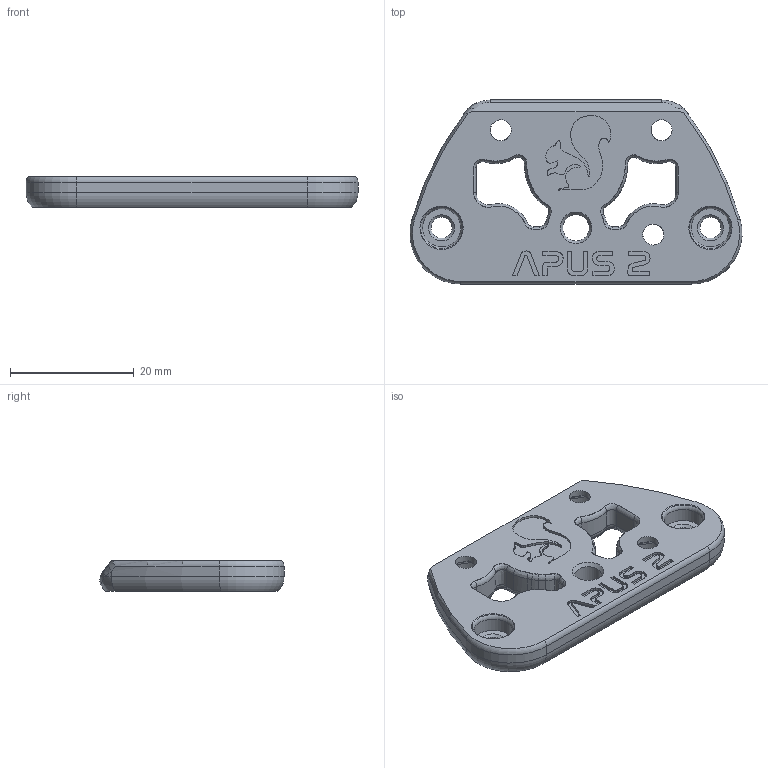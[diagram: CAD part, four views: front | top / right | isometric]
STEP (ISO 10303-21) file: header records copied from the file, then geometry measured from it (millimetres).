
FILE_DESCRIPTION(/* description */ (''),/* implementation_level */ '2;1');
FILE_NAME(/* name */ 'APUS2 to sherpamini mount.step',/* time_stamp */ '2024-10-14T10:51:17-06:00',/* author */ (''),/* organization */ (''),/* preprocessor_version */ 'ST-DEVELOPER v20',/* originating_system */ 'Autodesk Translation Framework v13.20.0.188',/* authorisation */ '');
FILE_SCHEMA (('AUTOMOTIVE_DESIGN { 1 0 10303 214 3 1 1 }'));
Length unit declared in the file: millimetre
Products named in the file (1): (Unsaved)
Bounding box: 53.72 x 29.79 x 5 mm (x, y, z)
Volume: 5312.6 mm3; surface area: 3798.5 mm2
Topology: 1 solids, 1 shells, 652 faces, 1728 edges, 1092 vertices
Faces by surface type: bspline 349, plane 172, cylinder 45, cone 44, torus 42
Full cylindrical faces by diameter (mm): 3.4 x5, 4.3 x1, 6.2 x5
Entity records: 24326 total; most frequent: CARTESIAN_POINT 10501, ORIENTED_EDGE 3456, DIRECTION 1958, EDGE_CURVE 1728, VERTEX_POINT 1092, LINE 796, VECTOR 796, EDGE_LOOP 682
